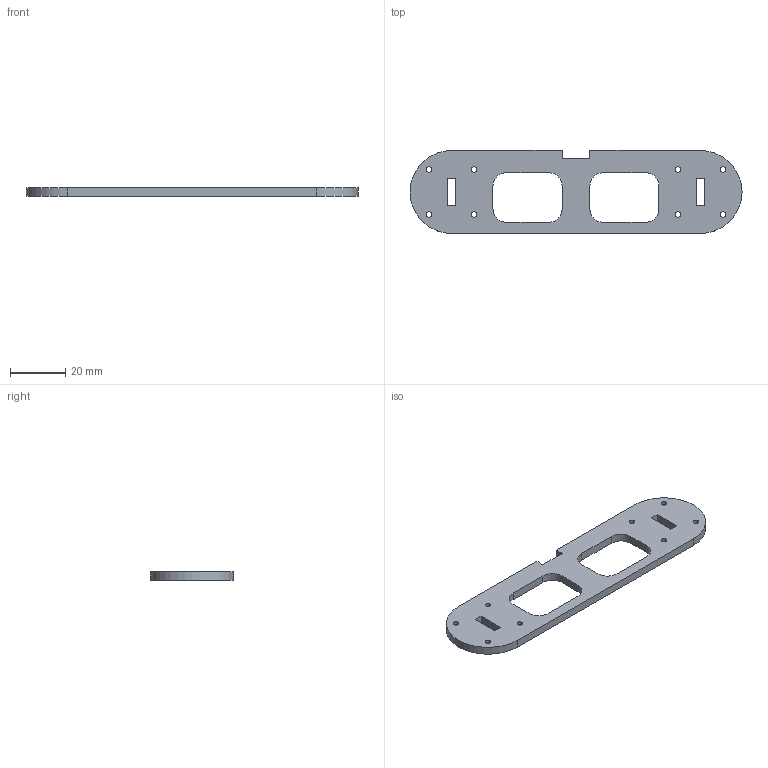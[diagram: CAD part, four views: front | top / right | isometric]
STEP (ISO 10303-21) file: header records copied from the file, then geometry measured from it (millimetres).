
FILE_DESCRIPTION((''),'2;1');
FILE_NAME('Horizontal Motor Mount 25090213.stp','2013-11-13T21:58:26',(''),(''),'Autodesk Inventor 2013','Autodesk Inventor 2013','');
FILE_SCHEMA(('AUTOMOTIVE_DESIGN { 1 0 10303 214 1 1 1 1 }'));
Length unit declared in the file: millimetre
Products named in the file (1): Horizontal Motor Mount 25090213
Bounding box: 120 x 30 x 3 mm (x, y, z)
Volume: 7303.9 mm3; surface area: 6481.3 mm2
Topology: 1 solids, 1 shells, 42 faces, 120 edges, 80 vertices
Faces by surface type: plane 24, cylinder 18
Full cylindrical faces by diameter (mm): 2 x8
Entity records: 1470 total; most frequent: CARTESIAN_POINT 235, DIRECTION 234, ORIENTED_EDGE 224, EDGE_CURVE 112, VERTEX_POINT 80, AXIS2_PLACEMENT_3D 79, VECTOR 76, LINE 76
